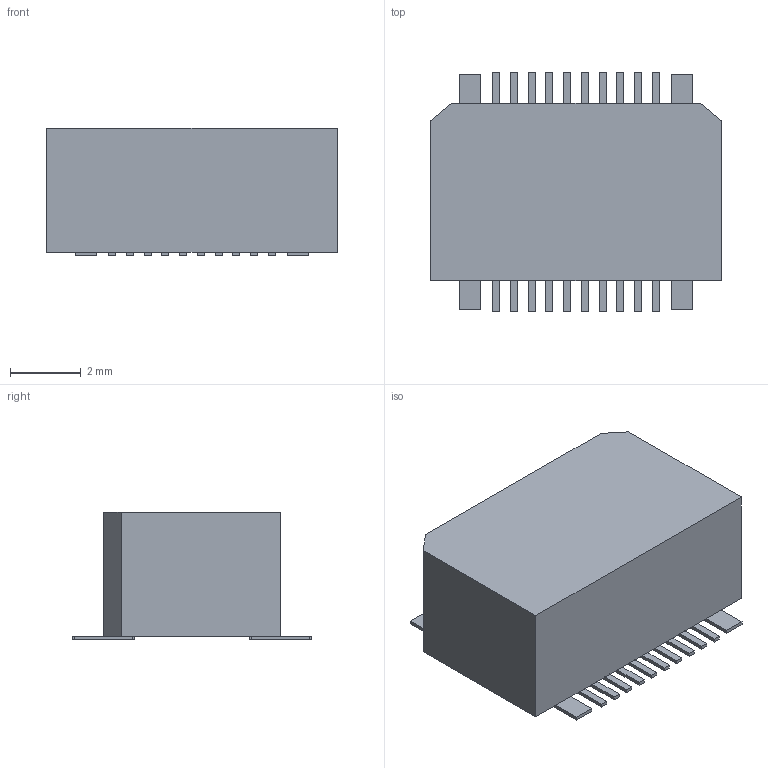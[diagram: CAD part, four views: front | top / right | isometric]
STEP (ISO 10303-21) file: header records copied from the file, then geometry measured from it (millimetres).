
FILE_DESCRIPTION(('FreeCAD Model'),'2;1');
FILE_NAME('830710.1.2.stp','2020-04-09T12:43:22',( 'Author'),(''),'Open CASCADE STEP processor 6.9','FreeCAD','Unknown' );
FILE_SCHEMA(('AUTOMOTIVE_DESIGN { 1 0 10303 214 1 1 1 1 }'));
Length unit declared in the file: millimetre
Products named in the file (3): ASSEMBLY; Body; Pins
Assembly tree (2 placements, depth 2):
  ASSEMBLY
    Body
    Pins
Bounding box: 8.2 x 6.75 x 3.6 mm (x, y, z)
Volume: 143.5 mm3; surface area: 203.1 mm2
Topology: 25 solids, 25 shells, 152 faces, 306 edges, 204 vertices
Faces by surface type: plane 152
Entity records: 8075 total; most frequent: CARTESIAN_POINT 1277, DIRECTION 1228, LINE 918, VECTOR 918, ORIENTED_EDGE 612, PCURVE 612, DEFINITIONAL_REPRESENTATION 612, EDGE_CURVE 306
